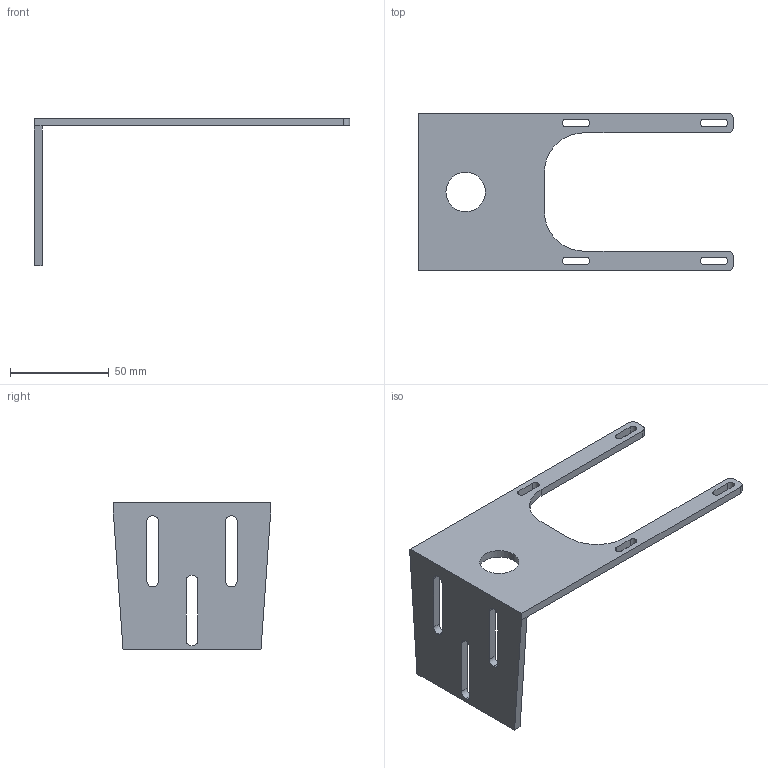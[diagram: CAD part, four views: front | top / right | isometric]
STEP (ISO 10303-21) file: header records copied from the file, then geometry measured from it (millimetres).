
FILE_DESCRIPTION (( 'STEP AP203' ), '1' );
FILE_NAME ('support eclairage.STEP', '2021-06-16T17:07:18', ( '' ), ( '' ), 'SwSTEP 2.0', 'SolidWorks 2016', '' );
FILE_SCHEMA (( 'CONFIG_CONTROL_DESIGN' ));
Length unit declared in the file: millimetre
Products named in the file (1): support eclairage
Bounding box: 160 x 80 x 75 mm (x, y, z)
Volume: 45518.8 mm3; surface area: 27606.1 mm2
Topology: 1 solids, 1 shells, 57 faces, 163 edges, 108 vertices
Faces by surface type: cylinder 29, plane 28
Entity records: 1988 total; most frequent: DIRECTION 337, CARTESIAN_POINT 329, ORIENTED_EDGE 326, EDGE_CURVE 163, AXIS2_PLACEMENT_3D 116, VERTEX_POINT 108, LINE 105, VECTOR 105
